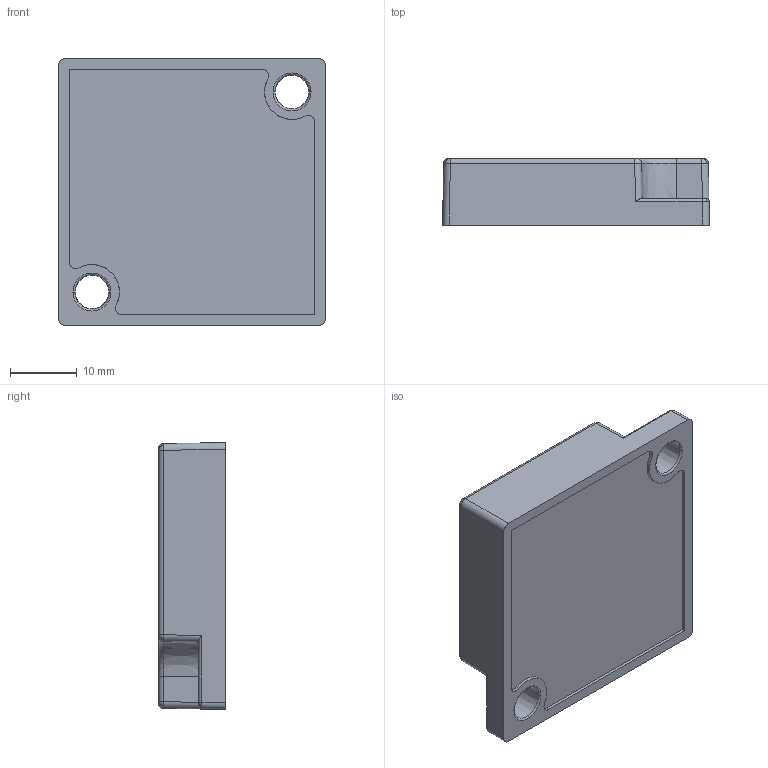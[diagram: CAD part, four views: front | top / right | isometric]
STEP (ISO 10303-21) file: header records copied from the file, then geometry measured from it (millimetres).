
FILE_DESCRIPTION(('VARGEN'),'2;1');
FILE_NAME('5311153.stp','2008-08-14T 7:53:36',('SICK AG'),('SICK AG'),'OneSpace Designer STEP processor for AP214 (Solid Model)','OneSpace Modeling 15.00A 14-Mar-2007 (C) CoCreate Software GmbH','');
FILE_SCHEMA(('AUTOMOTIVE_DESIGN { 1 0 10303 214 1 1 1 1 }'));
Length unit declared in the file: millimetre
Products named in the file (1): 5311153
Bounding box: 40 x 10 x 40 mm (x, y, z)
Volume: 13896.3 mm3; surface area: 4821.8 mm2
Topology: 1 solids, 23 shells, 384 faces, 987 edges, 650 vertices
Faces by surface type: plane 159, bspline 146, cylinder 54, torus 14, cone 10, extrusion 1
Entity records: 26682 total; most frequent: CARTESIAN_POINT 18223, ORIENTED_EDGE 1974, DIRECTION 1237, EDGE_CURVE 987, VERTEX_POINT 650, VECTOR 531, LINE 530, EDGE_LOOP 427
